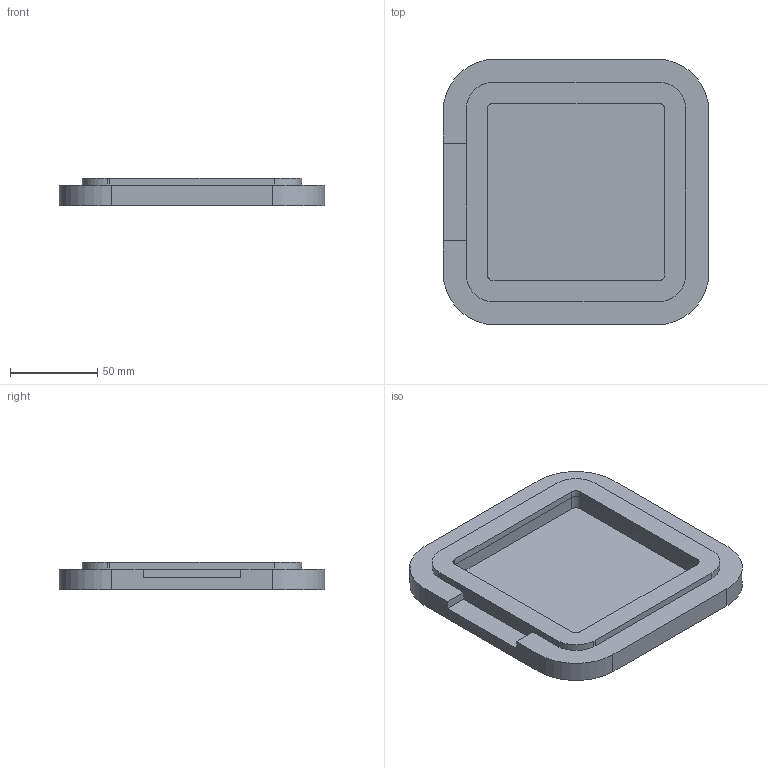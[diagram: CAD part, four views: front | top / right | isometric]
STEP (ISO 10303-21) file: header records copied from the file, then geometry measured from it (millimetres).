
FILE_DESCRIPTION(/* description */ (''),/* implementation_level */ '2;1');
FILE_NAME(/* name */ '4xL1_Case 2 Part v3_bottom.step',/* time_stamp */ '2023-05-17T00:44:35-07:00',/* author */ (''),/* organization */ (''),/* preprocessor_version */ 'ST-DEVELOPER v19.2',/* originating_system */ 'Autodesk Translation Framework v12.4.0.73',/* authorisation */ '');
FILE_SCHEMA (('AUTOMOTIVE_DESIGN { 1 0 10303 214 3 1 1 }'));
Length unit declared in the file: millimetre
Products named in the file (2): 4xL1_Case 2 Part; Component1
Assembly tree (1 placements, depth 2):
  4xL1_Case 2 Part
    Component1
Bounding box: 152.4 x 152.4 x 16 mm (x, y, z)
Volume: 203226.3 mm3; surface area: 58566.6 mm2
Topology: 1 solids, 1 shells, 77 faces, 203 edges, 131 vertices
Faces by surface type: plane 57, cylinder 12, cone 8
Entity records: 2444 total; most frequent: CARTESIAN_POINT 414, ORIENTED_EDGE 406, DIRECTION 399, EDGE_CURVE 203, LINE 167, VECTOR 167, VERTEX_POINT 131, AXIS2_PLACEMENT_3D 116
